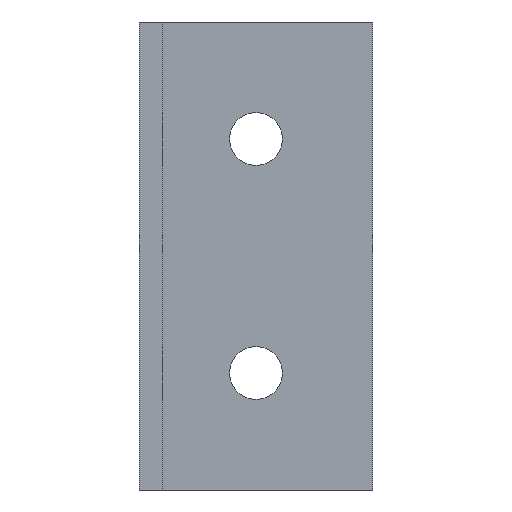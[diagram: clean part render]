
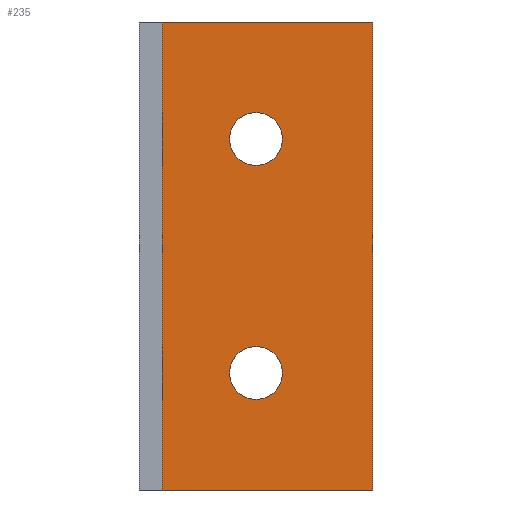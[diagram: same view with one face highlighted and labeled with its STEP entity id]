
A CAD part, left-side view. The second image highlights one B-rep face of the part: STEP entity #235.
In plain terms, the highlighted planar face has unit normal (-1, 0, 0).
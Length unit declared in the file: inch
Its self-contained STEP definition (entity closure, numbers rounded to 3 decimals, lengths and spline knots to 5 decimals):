
#17=FACE_BOUND('',#52,.T.);
#18=FACE_BOUND('',#53,.T.);
#25=PLANE('',#277);
#37=FACE_OUTER_BOUND('',#51,.T.);
#51=EDGE_LOOP('',(#191,#192,#193,#194));
#52=EDGE_LOOP('',(#195));
#53=EDGE_LOOP('',(#196));
#72=LINE('',#385,#94);
#74=LINE('',#389,#96);
#75=LINE('',#391,#97);
#76=LINE('',#392,#98);
#94=VECTOR('',#322,3.14961);
#96=VECTOR('',#326,1.41732);
#97=VECTOR('',#327,3.14961);
#98=VECTOR('',#328,1.41732);
#111=CIRCLE('',#270,0.17717);
#113=CIRCLE('',#273,0.17717);
#119=VERTEX_POINT('',#361);
#121=VERTEX_POINT('',#367);
#127=VERTEX_POINT('',#382);
#128=VERTEX_POINT('',#384);
#129=VERTEX_POINT('',#388);
#130=VERTEX_POINT('',#390);
#141=EDGE_CURVE('',#119,#119,#111,.T.);
#144=EDGE_CURVE('',#121,#121,#113,.T.);
#152=EDGE_CURVE('',#128,#127,#72,.T.);
#154=EDGE_CURVE('',#127,#129,#74,.T.);
#155=EDGE_CURVE('',#130,#129,#75,.T.);
#156=EDGE_CURVE('',#128,#130,#76,.T.);
#191=ORIENTED_EDGE('',*,*,#154,.T.);
#192=ORIENTED_EDGE('',*,*,#155,.F.);
#193=ORIENTED_EDGE('',*,*,#156,.F.);
#194=ORIENTED_EDGE('',*,*,#152,.T.);
#195=ORIENTED_EDGE('',*,*,#141,.T.);
#196=ORIENTED_EDGE('',*,*,#144,.T.);
#235=ADVANCED_FACE('',(#37,#17,#18),#25,.T.);
#270=AXIS2_PLACEMENT_3D('',#362,#301,#302);
#273=AXIS2_PLACEMENT_3D('',#368,#308,#309);
#277=AXIS2_PLACEMENT_3D('',#387,#324,#325);
#301=DIRECTION('center_axis',(1.,0.,0.));
#302=DIRECTION('ref_axis',(0.,0.,-1.));
#308=DIRECTION('center_axis',(1.,0.,0.));
#309=DIRECTION('ref_axis',(0.,0.,-1.));
#322=DIRECTION('',(0.,0.,1.));
#324=DIRECTION('center_axis',(-1.,0.,0.));
#325=DIRECTION('ref_axis',(0.,0.,1.));
#326=DIRECTION('',(0.,1.,0.));
#327=DIRECTION('',(0.,0.,1.));
#328=DIRECTION('',(0.,1.,0.));
#361=CARTESIAN_POINT('',(0.27293,0.51994,0.96457));
#362=CARTESIAN_POINT('Origin',(0.27293,0.51994,0.7874));
#367=CARTESIAN_POINT('',(0.27293,0.51994,2.53937));
#368=CARTESIAN_POINT('Origin',(0.27293,0.51994,2.3622));
#382=CARTESIAN_POINT('',(0.27293,-0.26746,3.14961));
#384=CARTESIAN_POINT('',(0.27293,-0.26746,0.));
#385=CARTESIAN_POINT('',(0.27293,-0.26746,0.));
#387=CARTESIAN_POINT('Origin',(0.27293,-0.26746,0.));
#388=CARTESIAN_POINT('',(0.27293,1.14986,3.14961));
#389=CARTESIAN_POINT('',(0.27293,-0.26746,3.14961));
#390=CARTESIAN_POINT('',(0.27293,1.14986,0.));
#391=CARTESIAN_POINT('',(0.27293,1.14986,0.));
#392=CARTESIAN_POINT('',(0.27293,-0.26746,0.));
